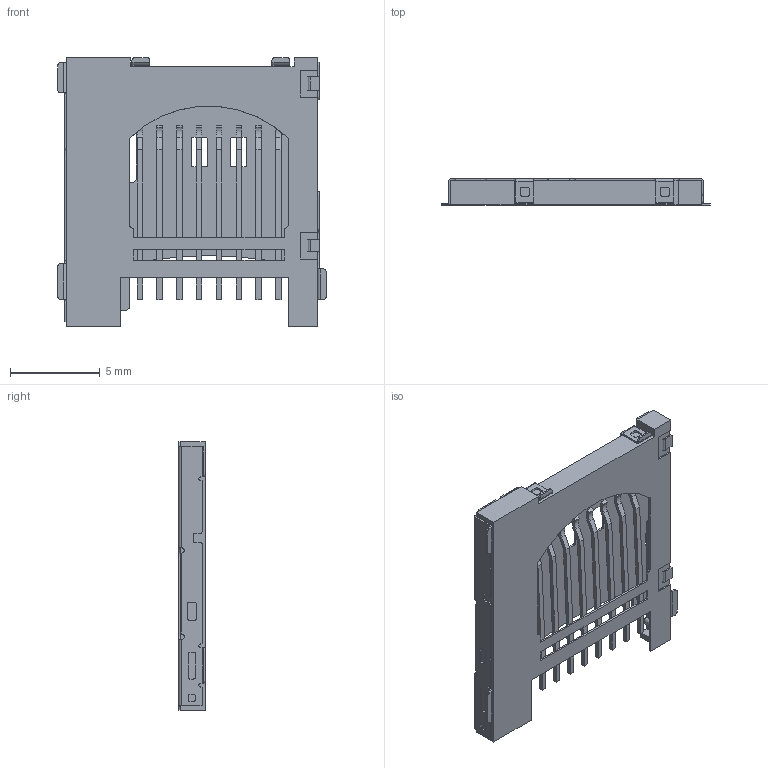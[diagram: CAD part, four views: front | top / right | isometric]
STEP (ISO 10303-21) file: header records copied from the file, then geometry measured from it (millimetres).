
FILE_DESCRIPTION (( 'STEP AP214' ), '1' );
FILE_NAME ('503182-1852.STEP', '2017-10-30T16:41:26', ( '' ), ( '' ), 'SwSTEP 2.0', 'SolidWorks 2017', '' );
FILE_SCHEMA (( 'AUTOMOTIVE_DESIGN' ));
Length unit declared in the file: millimetre
Products named in the file (1): 503182-1852
Bounding box: 14.94 x 1.47 x 14.95 mm (x, y, z)
Volume: 81.2 mm3; surface area: 802.1 mm2
Topology: 13 solids, 13 shells, 526 faces, 1403 edges, 896 vertices
Faces by surface type: plane 360, cylinder 166
Entity records: 17318 total; most frequent: CARTESIAN_POINT 2826, ORIENTED_EDGE 2806, DIRECTION 2790, EDGE_CURVE 1403, LINE 1070, VECTOR 1070, VERTEX_POINT 896, AXIS2_PLACEMENT_3D 860
